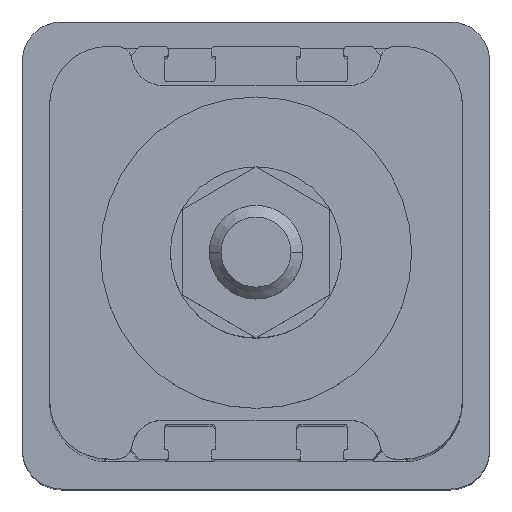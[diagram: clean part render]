
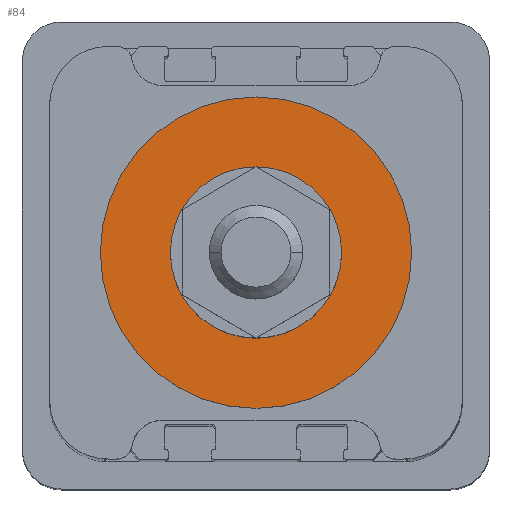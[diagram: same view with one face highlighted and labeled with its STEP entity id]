
A CAD part, top view. The second image highlights one B-rep face of the part: STEP entity #84.
In plain terms, the highlighted planar face has unit normal (0, 0, 1).
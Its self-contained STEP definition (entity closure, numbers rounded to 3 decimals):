
#84 = ADVANCED_FACE ( 'NONE', ( #2483, #2795 ), #819, .T. ) ;
#151 = VERTEX_POINT ( 'NONE', #348 ) ;
#218 = VERTEX_POINT ( 'NONE', #2026 ) ;
#348 = CARTESIAN_POINT ( 'NONE',  ( -11., 0., 190. ) ) ;
#405 = DIRECTION ( 'NONE',  ( 0., 0., 1. ) ) ;
#659 = CARTESIAN_POINT ( 'NONE',  ( -20., 0., 190. ) ) ;
#819 = PLANE ( 'NONE',  #5504 ) ;
#867 = DIRECTION ( 'NONE',  ( 1., 0., 0. ) ) ;
#1156 = EDGE_CURVE ( 'NONE', #4144, #218, #4857, .T. ) ;
#1162 = EDGE_CURVE ( 'NONE', #151, #3087, #4843, .T. ) ;
#1816 = EDGE_LOOP ( 'NONE', ( #3607, #3732 ) ) ;
#1983 = CIRCLE ( 'NONE', #2051, 11. ) ;
#2026 = CARTESIAN_POINT ( 'NONE',  ( 20., 0., 190. ) ) ;
#2051 = AXIS2_PLACEMENT_3D ( 'NONE', #2657, #2656, #2650 ) ;
#2124 = CIRCLE ( 'NONE', #2128, 20. ) ;
#2128 = AXIS2_PLACEMENT_3D ( 'NONE', #3139, #3136, #3130 ) ;
#2483 = FACE_BOUND ( 'NONE', #3277, .T. ) ;
#2650 = DIRECTION ( 'NONE',  ( 1., 0., 0. ) ) ;
#2656 = DIRECTION ( 'NONE',  ( 0., 0., 1. ) ) ;
#2657 = CARTESIAN_POINT ( 'NONE',  ( 0., 0., 190. ) ) ;
#2795 = FACE_OUTER_BOUND ( 'NONE', #1816, .T. ) ;
#2996 = ORIENTED_EDGE ( 'NONE', *, *, #1162, .F. ) ;
#3057 = ORIENTED_EDGE ( 'NONE', *, *, #5844, .F. ) ;
#3087 = VERTEX_POINT ( 'NONE', #5480 ) ;
#3130 = DIRECTION ( 'NONE',  ( 1., 0., 0. ) ) ;
#3136 = DIRECTION ( 'NONE',  ( 0., 0., 1. ) ) ;
#3139 = CARTESIAN_POINT ( 'NONE',  ( 0., 0., 190. ) ) ;
#3277 = EDGE_LOOP ( 'NONE', ( #2996, #3057 ) ) ;
#3607 = ORIENTED_EDGE ( 'NONE', *, *, #1156, .T. ) ;
#3732 = ORIENTED_EDGE ( 'NONE', *, *, #5765, .T. ) ;
#4144 = VERTEX_POINT ( 'NONE', #659 ) ;
#4228 = CARTESIAN_POINT ( 'NONE',  ( 0., 0., 190. ) ) ;
#4394 = AXIS2_PLACEMENT_3D ( 'NONE', #4658, #4651, #4642 ) ;
#4396 = AXIS2_PLACEMENT_3D ( 'NONE', #4700, #4690, #4683 ) ;
#4642 = DIRECTION ( 'NONE',  ( 1., 0., 0. ) ) ;
#4651 = DIRECTION ( 'NONE',  ( 0., 0., 1. ) ) ;
#4658 = CARTESIAN_POINT ( 'NONE',  ( 0., 0., 190. ) ) ;
#4683 = DIRECTION ( 'NONE',  ( 1., 0., 0. ) ) ;
#4690 = DIRECTION ( 'NONE',  ( 0., 0., 1. ) ) ;
#4700 = CARTESIAN_POINT ( 'NONE',  ( 0., 0., 190. ) ) ;
#4843 = CIRCLE ( 'NONE', #4394, 11. ) ;
#4857 = CIRCLE ( 'NONE', #4396, 20. ) ;
#5480 = CARTESIAN_POINT ( 'NONE',  ( 11., 0., 190. ) ) ;
#5504 = AXIS2_PLACEMENT_3D ( 'NONE', #4228, #405, #867 ) ;
#5765 = EDGE_CURVE ( 'NONE', #218, #4144, #2124, .T. ) ;
#5844 = EDGE_CURVE ( 'NONE', #3087, #151, #1983, .T. ) ;
